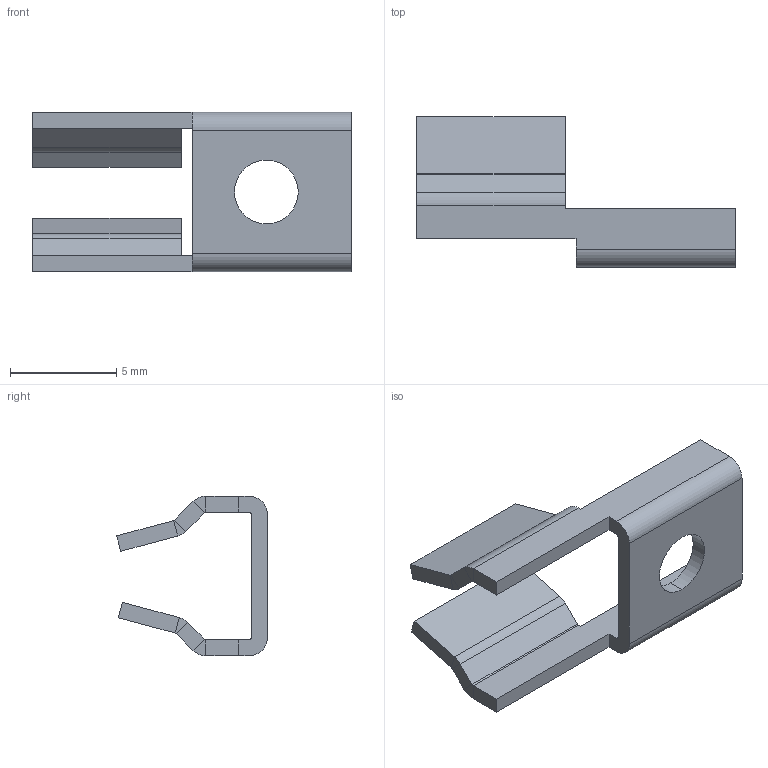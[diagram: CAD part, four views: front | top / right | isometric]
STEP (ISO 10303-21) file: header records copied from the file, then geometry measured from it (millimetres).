
FILE_DESCRIPTION (( 'STEP AP203' ), '1' );
FILE_NAME ('M3 Brass Sheet metal.STEP', '2023-03-26T17:57:29', ( '' ), ( '' ), 'SwSTEP 2.0', 'SolidWorks 2019', '' );
FILE_SCHEMA (( 'CONFIG_CONTROL_DESIGN' ));
Length unit declared in the file: millimetre
Products named in the file (1): M3 Brass Sheet metal
Bounding box: 15 x 7.09 x 7.5 mm (x, y, z)
Volume: 122.4 mm3; surface area: 398 mm2
Topology: 1 solids, 1 shells, 60 faces, 134 edges, 76 vertices
Faces by surface type: plane 46, cylinder 14
Entity records: 1687 total; most frequent: DIRECTION 284, CARTESIAN_POINT 271, ORIENTED_EDGE 268, EDGE_CURVE 134, VECTOR 106, LINE 106, AXIS2_PLACEMENT_3D 89, VERTEX_POINT 76
